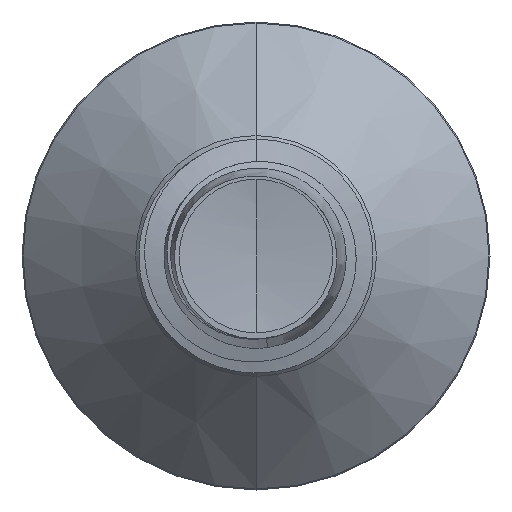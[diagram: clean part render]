
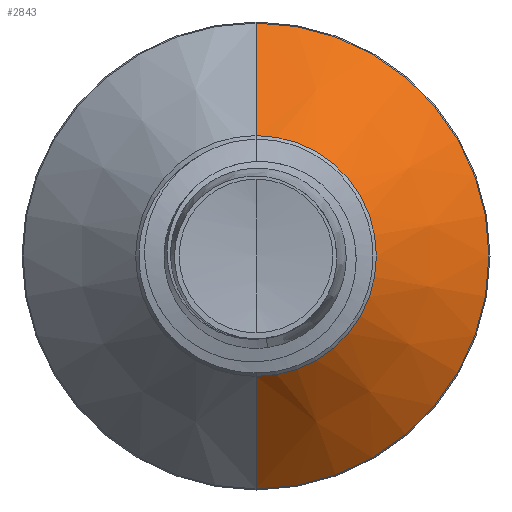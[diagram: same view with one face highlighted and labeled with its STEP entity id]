
A CAD part, front view. The second image highlights one B-rep face of the part: STEP entity #2843.
In plain terms, the highlighted conical face has half-angle 45 degrees and reference radius 3.088 mm.
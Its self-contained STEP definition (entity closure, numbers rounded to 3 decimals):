
#90 = CARTESIAN_POINT ( 'NONE',  ( 0., 2.739, -3.089 ) ) ;
#356 = CARTESIAN_POINT ( 'NONE',  ( 0., 5.624, -5.974 ) ) ;
#907 = VERTEX_POINT ( 'NONE', #6737 ) ;
#1342 = VERTEX_POINT ( 'NONE', #4799 ) ;
#1399 = DIRECTION ( 'NONE',  ( 0., 1., 0. ) ) ;
#1495 = EDGE_CURVE ( 'NONE', #907, #2777, #6759, .T. ) ;
#2266 = AXIS2_PLACEMENT_3D ( 'NONE', #4498, #1399, #11236 ) ;
#2777 = VERTEX_POINT ( 'NONE', #356 ) ;
#2843 = ADVANCED_FACE ( 'NONE', ( #4520 ), #6746, .T. ) ;
#2873 = ORIENTED_EDGE ( 'NONE', *, *, #11300, .F. ) ;
#3585 = AXIS2_PLACEMENT_3D ( 'NONE', #11497, #5726, #12460 ) ;
#3995 = CARTESIAN_POINT ( 'NONE',  ( 0., 2.739, 0. ) ) ;
#4007 = DIRECTION ( 'NONE',  ( 0., 0.707, -0.707 ) ) ;
#4498 = CARTESIAN_POINT ( 'NONE',  ( 0., 2.739, 0. ) ) ;
#4520 = FACE_OUTER_BOUND ( 'NONE', #7555, .T. ) ;
#4622 = AXIS2_PLACEMENT_3D ( 'NONE', #3995, #10729, #4967 ) ;
#4799 = CARTESIAN_POINT ( 'NONE',  ( 0., 2.739, 3.089 ) ) ;
#4967 = DIRECTION ( 'NONE',  ( 0., 0., 1. ) ) ;
#5143 = ORIENTED_EDGE ( 'NONE', *, *, #1495, .T. ) ;
#5355 = DIRECTION ( 'NONE',  ( 0., 0.707, 0.707 ) ) ;
#5726 = DIRECTION ( 'NONE',  ( 0., 1., 0. ) ) ;
#5971 = LINE ( 'NONE', #11129, #11107 ) ;
#6737 = CARTESIAN_POINT ( 'NONE',  ( 0., 2.739, -3.089 ) ) ;
#6746 = CONICAL_SURFACE ( 'NONE', #2266, 3.089, 0.785 ) ;
#6759 = LINE ( 'NONE', #90, #9646 ) ;
#7555 = EDGE_LOOP ( 'NONE', ( #12500, #5143, #2873, #10872 ) ) ;
#7695 = EDGE_CURVE ( 'NONE', #1342, #907, #8065, .T. ) ;
#8065 = CIRCLE ( 'NONE', #4622, 3.089 ) ;
#8453 = EDGE_CURVE ( 'NONE', #1342, #12339, #5971, .T. ) ;
#9415 = CIRCLE ( 'NONE', #3585, 5.974 ) ;
#9646 = VECTOR ( 'NONE', #4007, 1000. ) ;
#10729 = DIRECTION ( 'NONE',  ( 0., 1., 0. ) ) ;
#10872 = ORIENTED_EDGE ( 'NONE', *, *, #8453, .F. ) ;
#11107 = VECTOR ( 'NONE', #5355, 1000. ) ;
#11129 = CARTESIAN_POINT ( 'NONE',  ( 0., 2.739, 3.089 ) ) ;
#11236 = DIRECTION ( 'NONE',  ( 0., 0., 1. ) ) ;
#11300 = EDGE_CURVE ( 'NONE', #12339, #2777, #9415, .T. ) ;
#11497 = CARTESIAN_POINT ( 'NONE',  ( 0., 5.624, 0. ) ) ;
#12339 = VERTEX_POINT ( 'NONE', #12490 ) ;
#12460 = DIRECTION ( 'NONE',  ( 0., 0., 1. ) ) ;
#12490 = CARTESIAN_POINT ( 'NONE',  ( 0., 5.624, 5.974 ) ) ;
#12500 = ORIENTED_EDGE ( 'NONE', *, *, #7695, .T. ) ;
